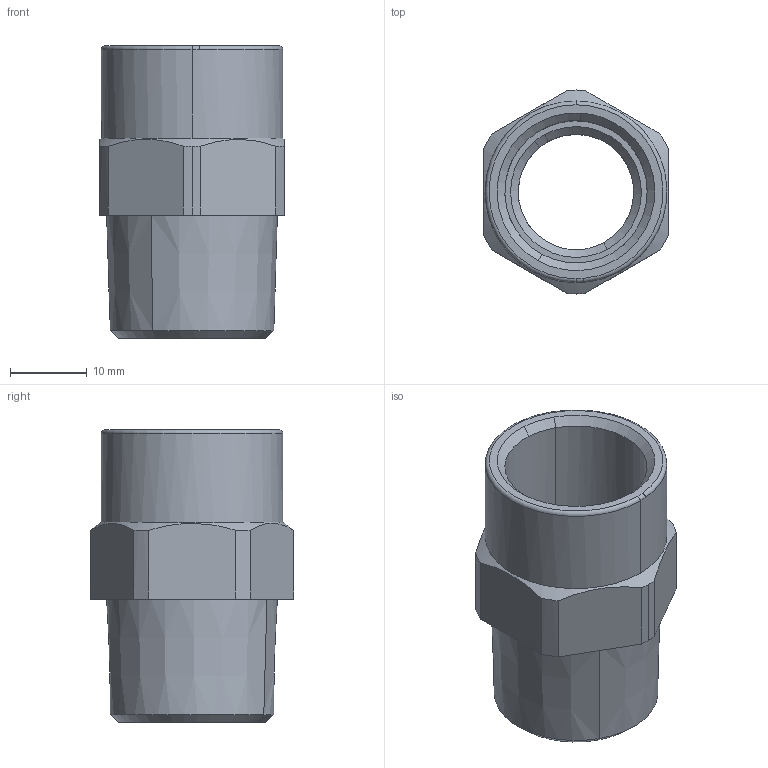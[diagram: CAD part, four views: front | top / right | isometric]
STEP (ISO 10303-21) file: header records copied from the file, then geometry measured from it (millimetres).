
FILE_DESCRIPTION(('CATIA V5 STEP Exchange','CAx-IF Rec.Pracs.--- Model Styling and Organization---1.4--- 2014-01-23'),'2;1');
FILE_NAME ('233557-1_0_1263170000_1263170000.stp','2022-12-20T02:04:25+00:00',('none'),('Weidmueller'),'CATIA Version 5-6 Release 2016 SP3 HF44','CATIA V5 STEP AP214','none');
FILE_SCHEMA(('AUTOMOTIVE_DESIGN { 1 0 10303 214 1 1 1 1 }'));
Length unit declared in the file: millimetre
Products named in the file (1): ADAPS NPT1/2-M20-W
Bounding box: 24 x 26.5 x 38 mm (x, y, z)
Volume: 7525.1 mm3; surface area: 5227.4 mm2
Topology: 1 solids, 1 shells, 43 faces, 107 edges, 68 vertices
Faces by surface type: cylinder 14, cone 13, plane 10, torus 6
Entity records: 1303 total; most frequent: CARTESIAN_POINT 318, ORIENTED_EDGE 214, DIRECTION 162, EDGE_CURVE 107, AXIS2_PLACEMENT_3D 87, VERTEX_POINT 68, CIRCLE 49, EDGE_LOOP 47
